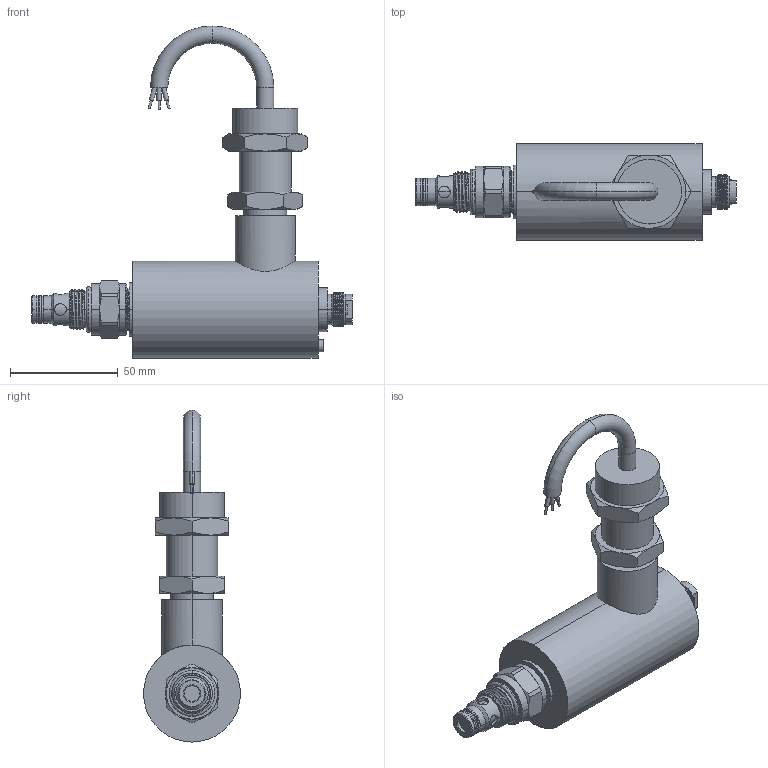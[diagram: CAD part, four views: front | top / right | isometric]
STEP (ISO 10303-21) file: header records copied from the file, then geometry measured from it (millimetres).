
FILE_DESCRIPTION (( 'STEP AP203' ), '1' );
FILE_NAME ('EP08W2E32ND.STEP', '2023-11-08T00:51:41', ( '' ), ( '' ), 'SwSTEP 2.0', 'SolidWorks 2018', '' );
FILE_SCHEMA (( 'CONFIG_CONTROL_DESIGN' ));
Length unit declared in the file: millimetre
Products named in the file (1): EP08W2E32ND
Bounding box: 148.75 x 45 x 154.07 mm (x, y, z)
Volume: 204181.5 mm3; surface area: 31963.9 mm2
Topology: 3 solids, 4 shells, 253 faces, 568 edges, 351 vertices
Faces by surface type: cylinder 106, cone 62, plane 62, torus 14, bspline 9
Entity records: 13216 total; most frequent: CARTESIAN_POINT 7724, ORIENTED_EDGE 1136, DIRECTION 1117, EDGE_CURVE 568, AXIS2_PLACEMENT_3D 477, VERTEX_POINT 351, EDGE_LOOP 287, ADVANCED_FACE 253
